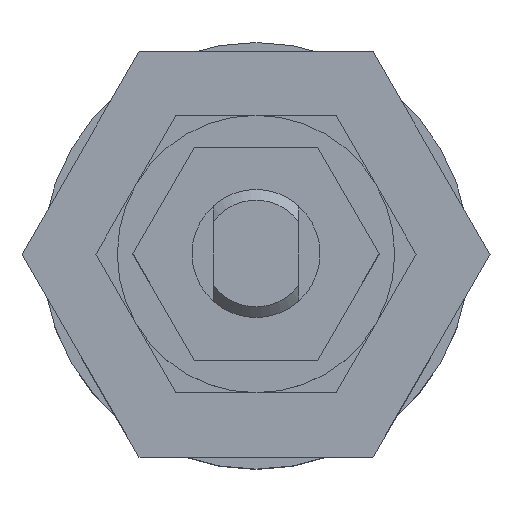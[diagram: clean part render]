
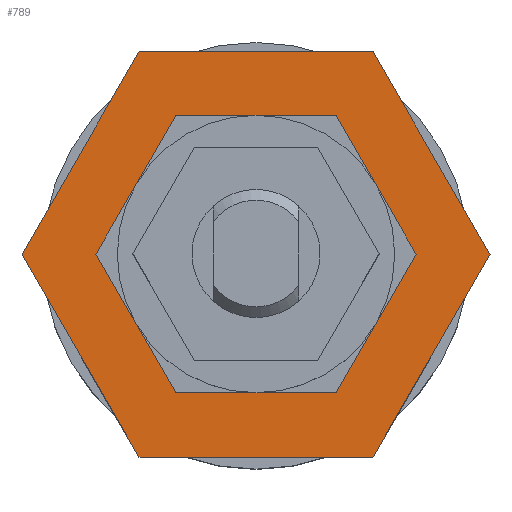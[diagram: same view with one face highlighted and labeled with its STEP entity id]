
A CAD part, top view. The second image highlights one B-rep face of the part: STEP entity #789.
In plain terms, the highlighted planar face has unit normal (0, 0, 1).
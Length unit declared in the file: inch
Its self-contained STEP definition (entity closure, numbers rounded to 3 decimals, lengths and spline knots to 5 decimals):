
#507=CARTESIAN_POINT('',(0.6875,0.,-3.0625));
#508=VERTEX_POINT('',#507);
#517=CARTESIAN_POINT('',(-0.6875,0.,-3.0625));
#518=VERTEX_POINT('',#517);
#519=CARTESIAN_POINT('',(0.,0.,-3.0625));
#520=DIRECTION('',(0.0,0.0,-1.0));
#521=DIRECTION('',(1.0,0.0,0.0));
#522=AXIS2_PLACEMENT_3D('',#519,#520,#521);
#523=CIRCLE('',#522,0.6875);
#524=EDGE_CURVE('',#518,#508,#523,.T.);
#558=CARTESIAN_POINT('',(0.,0.,-3.0625));
#559=DIRECTION('',(0.0,0.0,-1.0));
#560=DIRECTION('',(1.0,0.0,0.0));
#561=AXIS2_PLACEMENT_3D('',#558,#559,#560);
#562=CIRCLE('',#561,0.6875);
#563=EDGE_CURVE('',#508,#518,#562,.T.);
#634=CARTESIAN_POINT('',(1.37121,0.,-3.0625));
#635=VERTEX_POINT('',#634);
#642=CARTESIAN_POINT('',(0.6856,-1.1875,-3.0625));
#643=VERTEX_POINT('',#642);
#644=CARTESIAN_POINT('',(1.37121,0.,-3.0625));
#645=DIRECTION('',(-0.5,-0.866,0.0));
#646=VECTOR('',#645,1.37121);
#647=LINE('',#644,#646);
#648=EDGE_CURVE('',#635,#643,#647,.T.);
#665=CARTESIAN_POINT('',(0.6856,1.1875,-3.0625));
#666=VERTEX_POINT('',#665);
#673=CARTESIAN_POINT('',(0.6856,1.1875,-3.0625));
#674=DIRECTION('',(0.5,-0.866,0.0));
#675=VECTOR('',#674,1.37121);
#676=LINE('',#673,#675);
#677=EDGE_CURVE('',#666,#635,#676,.T.);
#689=CARTESIAN_POINT('',(-0.6856,1.1875,-3.0625));
#690=VERTEX_POINT('',#689);
#697=CARTESIAN_POINT('',(-0.6856,1.1875,-3.0625));
#698=DIRECTION('',(1.0,0.0,0.0));
#699=VECTOR('',#698,1.37121);
#700=LINE('',#697,#699);
#701=EDGE_CURVE('',#690,#666,#700,.T.);
#714=CARTESIAN_POINT('',(-0.6856,-1.1875,-3.0625));
#715=VERTEX_POINT('',#714);
#716=CARTESIAN_POINT('',(0.6856,-1.1875,-3.0625));
#717=DIRECTION('',(-1.0,0.0,0.0));
#718=VECTOR('',#717,1.37121);
#719=LINE('',#716,#718);
#720=EDGE_CURVE('',#643,#715,#719,.T.);
#738=CARTESIAN_POINT('',(-1.37121,0.,-3.0625));
#739=VERTEX_POINT('',#738);
#740=CARTESIAN_POINT('',(-0.6856,-1.1875,-3.0625));
#741=DIRECTION('',(-0.5,0.866,0.0));
#742=VECTOR('',#741,1.37121);
#743=LINE('',#740,#742);
#744=EDGE_CURVE('',#715,#739,#743,.T.);
#762=CARTESIAN_POINT('',(-1.37121,0.,-3.0625));
#763=DIRECTION('',(0.5,0.866,0.0));
#764=VECTOR('',#763,1.37121);
#765=LINE('',#762,#764);
#766=EDGE_CURVE('',#739,#690,#765,.T.);
#772=CARTESIAN_POINT('',(-0.6856,1.1875,-3.0625));
#773=DIRECTION('',(0.0,0.0,-1.0));
#774=DIRECTION('',(-1.0,0.0,0.0));
#775=AXIS2_PLACEMENT_3D('',#772,#773,#774);
#776=PLANE('',#775);
#777=ORIENTED_EDGE('',*,*,#701,.F.);
#778=ORIENTED_EDGE('',*,*,#766,.F.);
#779=ORIENTED_EDGE('',*,*,#744,.F.);
#780=ORIENTED_EDGE('',*,*,#720,.F.);
#781=ORIENTED_EDGE('',*,*,#648,.F.);
#782=ORIENTED_EDGE('',*,*,#677,.F.);
#783=EDGE_LOOP('',(#777,#778,#779,#780,#781,#782));
#784=FACE_OUTER_BOUND('',#783,.T.);
#785=ORIENTED_EDGE('',*,*,#563,.T.);
#786=ORIENTED_EDGE('',*,*,#524,.T.);
#787=EDGE_LOOP('',(#785,#786));
#788=FACE_BOUND('',#787,.T.);
#789=ADVANCED_FACE('',(#784,#788),#776,.F.);
